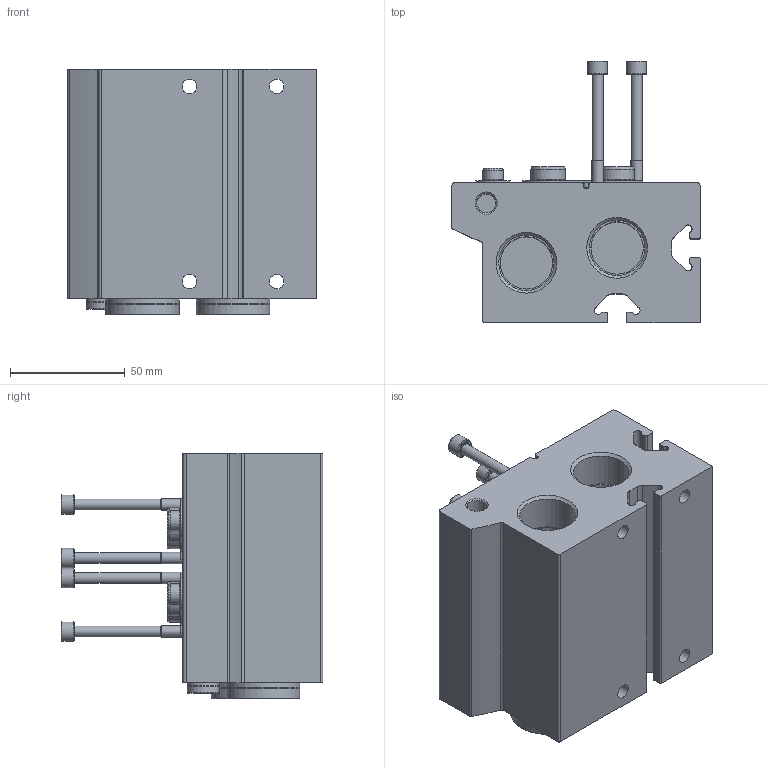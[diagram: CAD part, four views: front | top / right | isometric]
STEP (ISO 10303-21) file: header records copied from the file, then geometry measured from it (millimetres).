
FILE_DESCRIPTION(/* description */ ('STEP AP214'),/* implementation_level */ '2;1');
FILE_NAME(/* name */ '8026395_VABM-B10-30E-G34-2-P3',/* time_stamp */ '2024-09-15T22:40:05+02:00',/* author */ ('License CC BY-ND 4.0'),/* organization */ ('CADENAS'),/* preprocessor_version */ 'ST-DEVELOPER v19.3',/* originating_system */ 'PARTsolutions',/* authorisation */ ' ');
FILE_SCHEMA (('AUTOMOTIVE_DESIGN {1 0 10303 214 3 1 1}'));
Length unit declared in the file: millimetre
Products named in the file (7): 8026395 VABM-B10-30E-G34-2-P3; 8026395 VABM-B10-30E-G34-2-P3---(M); 1841579 VUVS-G38-2---(S); 2191444 F-M5x60-10.9; 1354302 VUVS-G18---(S); 3572 B-3/4---(Plug); 3568 B-1/8---(Plug)
Assembly tree (12 placements, depth 2):
  8026395 VABM-B10-30E-G34-2-P3
    8026395 VABM-B10-30E-G34-2-P3---(M)
    1841579 VUVS-G38-2---(S)  x2
    2191444 F-M5x60-10.9  x4
    1354302 VUVS-G18---(S)  x2
    3572 B-3/4---(Plug)  x2
    3568 B-1/8---(Plug)
Bounding box: 108.2 x 113.9 x 106.95 mm (x, y, z)
Volume: 503931.9 mm3; surface area: 98374.6 mm2
Topology: 12 solids, 12 shells, 511 faces, 1224 edges, 783 vertices
Faces by surface type: plane 258, cylinder 153, cone 81, torus 19
Full cylindrical faces by diameter (mm): 3.5 x1, 4.134 x8, 4.75 x4, 5 x4, 5.5 x2, 6 x2, 6.3 x4, 8.2 x1, 8.5 x4, 8.566 x2, 8.9 x2, 9 x4, 9.728 x1, 10.8 x2, 12 x4, 12.6 x1, 14 x2, 15 x2, 15.1 x4, 18.1 x4, 22.8 x2, 24.117 x4, 26.441 x2, 28.8 x2, 32 x4
Entity records: 9018 total; most frequent: CARTESIAN_POINT 1622, DIRECTION 1551, ORIENTED_EDGE 1286, EDGE_CURVE 643, AXIS2_PLACEMENT_3D 600, FACE_BOUND 498, EDGE_LOOP 489, VERTEX_POINT 483
